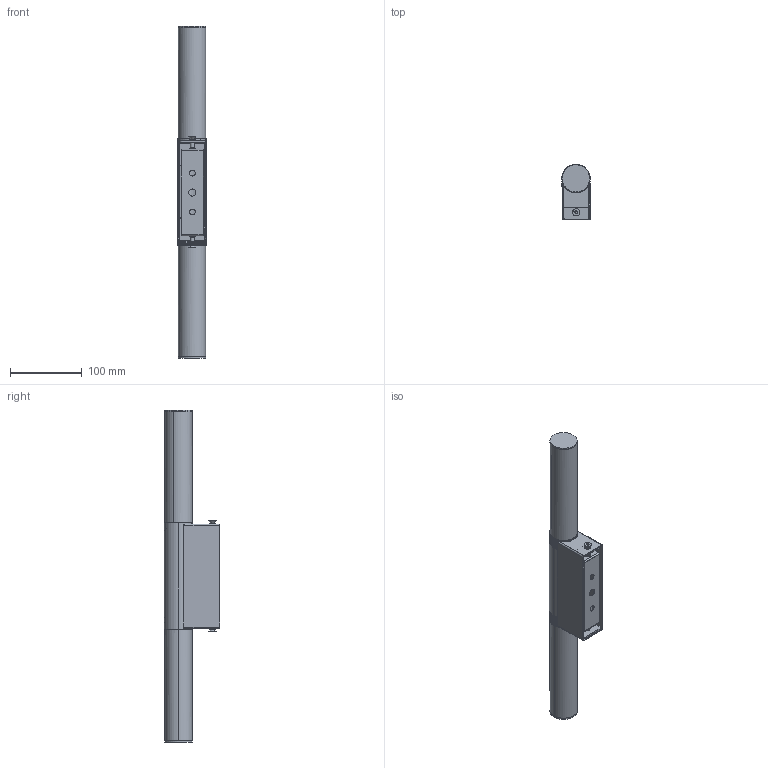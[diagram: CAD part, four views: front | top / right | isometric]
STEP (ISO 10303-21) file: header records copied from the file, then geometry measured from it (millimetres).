
FILE_DESCRIPTION (( 'STEP AP214' ), '1' );
FILE_NAME ('Assem plaxy mirror.STEP', '2019-02-20T12:40:35', ( '' ), ( '' ), 'SwSTEP 2.0', 'SolidWorks 2018', '' );
FILE_SCHEMA (( 'AUTOMOTIVE_DESIGN' ));
Length unit declared in the file: millimetre
Products named in the file (9): Joined Sheet1  - 12pd2001021-03-01; Plaxy Pipe  - 12pd2001021-12-01; Assem plaxy mirror; DriverBox  - 12pd2001021-01-01; Plaxy cap  - 12PD2001021-13-01; Screw m4-25  - 12pd2001021-07-01; Main Pipe  - 12pd2001021-11-01; nut M4  - 12pd2001021-06-01; Driver Fastener  - 12pd2001021-02-01
Assembly tree (15 placements, depth 2):
  Assem plaxy mirror
    Main Pipe  - 12pd2001021-11-01
    Plaxy Pipe  - 12pd2001021-12-01  x2
    Joined Sheet1  - 12pd2001021-03-01  x2
    DriverBox  - 12pd2001021-01-01
    Driver Fastener  - 12pd2001021-02-01
    nut M4  - 12pd2001021-06-01  x4
    Screw m4-25  - 12pd2001021-07-01  x2
    Plaxy cap  - 12PD2001021-13-01  x2
Bounding box: 40.07 x 77.28 x 462.11 mm (x, y, z)
Volume: 222881.8 mm3; surface area: 164011.1 mm2
Topology: 15 solids, 15 shells, 979 faces, 2692 edges, 1750 vertices
Faces by surface type: cylinder 774, plane 147, bspline 40, torus 14, cone 4
Entity records: 43110 total; most frequent: CARTESIAN_POINT 30492, ORIENTED_EDGE 3116, DIRECTION 2077, EDGE_CURVE 1558, VERTEX_POINT 1007, AXIS2_PLACEMENT_3D 740, EDGE_LOOP 599, VECTOR 597
